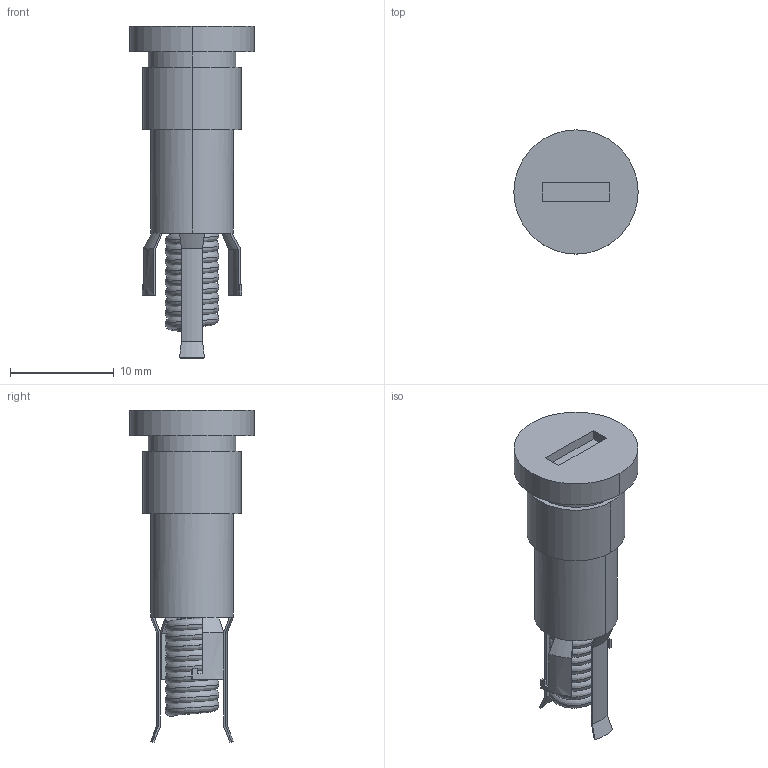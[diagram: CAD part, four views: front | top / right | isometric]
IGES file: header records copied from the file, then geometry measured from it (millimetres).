
Start section:  PTC IGES file: inpart.igs
Global section: file name: inpart.igs; native system: Pro/ENGINEER by Parametric Technology Corporation; preprocessor: 9846; author: jlue; organization: Unknown; date: 010521.212822; units: millimetre
Bounding box: 12 x 12 x 32.07 mm (x, y, z)
Surface area: 1747.4 mm2 (no closed solid volume)
Topology: 0 solids, 0 shells, 69 faces, 342 edges, 348 vertices
Faces by surface type: bspline 37, revolution 32
